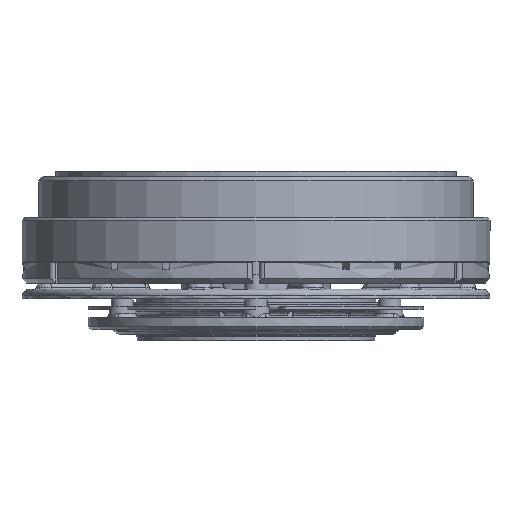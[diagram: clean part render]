
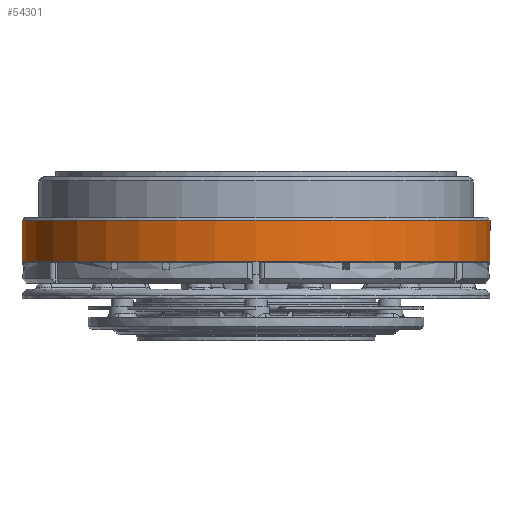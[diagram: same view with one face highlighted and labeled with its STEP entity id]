
A CAD part, front view. The second image highlights one B-rep face of the part: STEP entity #54301.
In plain terms, the highlighted cylindrical face has radius 157.7 mm (diameter 315.4 mm), a partial arc.
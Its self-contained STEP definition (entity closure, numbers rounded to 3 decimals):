
#11773 = DIRECTION ( 'NONE',  ( -1., 0., 0. ) ) ;
#11774 = DIRECTION ( 'NONE',  ( 0., 0., -1. ) ) ;
#11775 = CARTESIAN_POINT ( 'NONE',  ( 0., 0., 16.7 ) ) ;
#11776 = AXIS2_PLACEMENT_3D ( 'NONE', #11775, #11774, #11773 ) ;
#11777 = CIRCLE ( 'NONE', #11776, 157.7 ) ;
#29802 = CARTESIAN_POINT ( 'NONE',  ( 157.7, 0., 16.7 ) ) ;
#30102 = DIRECTION ( 'NONE',  ( 0., 0., -1. ) ) ;
#30103 = VECTOR ( 'NONE', #30102, 1000. ) ;
#30104 = CARTESIAN_POINT ( 'NONE',  ( -157.7, 0., 18.7 ) ) ;
#30105 = LINE ( 'NONE', #30104, #30103 ) ;
#30125 = CARTESIAN_POINT ( 'NONE',  ( -157.7, 0., 16.7 ) ) ;
#30188 = CARTESIAN_POINT ( 'NONE',  ( -157.7, 0., -11.3 ) ) ;
#30538 = LINE ( 'NONE', #30680, #30678 ) ;
#30620 = CARTESIAN_POINT ( 'NONE',  ( 157.7, 0., -11.3 ) ) ;
#30676 = DIRECTION ( 'NONE',  ( 0., 0., -1. ) ) ;
#30678 = VECTOR ( 'NONE', #30676, 1000. ) ;
#30680 = CARTESIAN_POINT ( 'NONE',  ( 157.7, 0., 18.7 ) ) ;
#54216 = EDGE_LOOP ( 'NONE', ( #54304, #54267, #54269, #54274 ) ) ;
#54267 = ORIENTED_EDGE ( 'NONE', *, *, #67358, .T. ) ;
#54269 = ORIENTED_EDGE ( 'NONE', *, *, #62378, .T. ) ;
#54274 = ORIENTED_EDGE ( 'NONE', *, *, #54332, .T. ) ;
#54301 = ADVANCED_FACE ( 'NONE', ( #57682 ), #57677, .T. ) ;
#54304 = ORIENTED_EDGE ( 'NONE', *, *, #62460, .F. ) ;
#54332 = EDGE_CURVE ( 'NONE', #62400, #62472, #57720, .T. ) ;
#57672 = DIRECTION ( 'NONE',  ( -1., 0., 0. ) ) ;
#57673 = DIRECTION ( 'NONE',  ( 0., 0., -1. ) ) ;
#57674 = AXIS2_PLACEMENT_3D ( 'NONE', #57676, #57673, #57672 ) ;
#57676 = CARTESIAN_POINT ( 'NONE',  ( 0., 0., 18.7 ) ) ;
#57677 = CYLINDRICAL_SURFACE ( 'NONE', #57674, 157.7 ) ;
#57682 = FACE_OUTER_BOUND ( 'NONE', #54216, .T. ) ;
#57716 = DIRECTION ( 'NONE',  ( -1., 0., 0. ) ) ;
#57717 = DIRECTION ( 'NONE',  ( 0., 0., 1. ) ) ;
#57718 = CARTESIAN_POINT ( 'NONE',  ( 0., 0., -11.3 ) ) ;
#57719 = AXIS2_PLACEMENT_3D ( 'NONE', #57718, #57717, #57716 ) ;
#57720 = CIRCLE ( 'NONE', #57719, 157.7 ) ;
#62312 = VERTEX_POINT ( 'NONE', #29802 ) ;
#62376 = VERTEX_POINT ( 'NONE', #30125 ) ;
#62378 = EDGE_CURVE ( 'NONE', #62376, #62400, #30105, .T. ) ;
#62400 = VERTEX_POINT ( 'NONE', #30188 ) ;
#62460 = EDGE_CURVE ( 'NONE', #62312, #62472, #30538, .T. ) ;
#62472 = VERTEX_POINT ( 'NONE', #30620 ) ;
#67358 = EDGE_CURVE ( 'NONE', #62312, #62376, #11777, .T. ) ;
